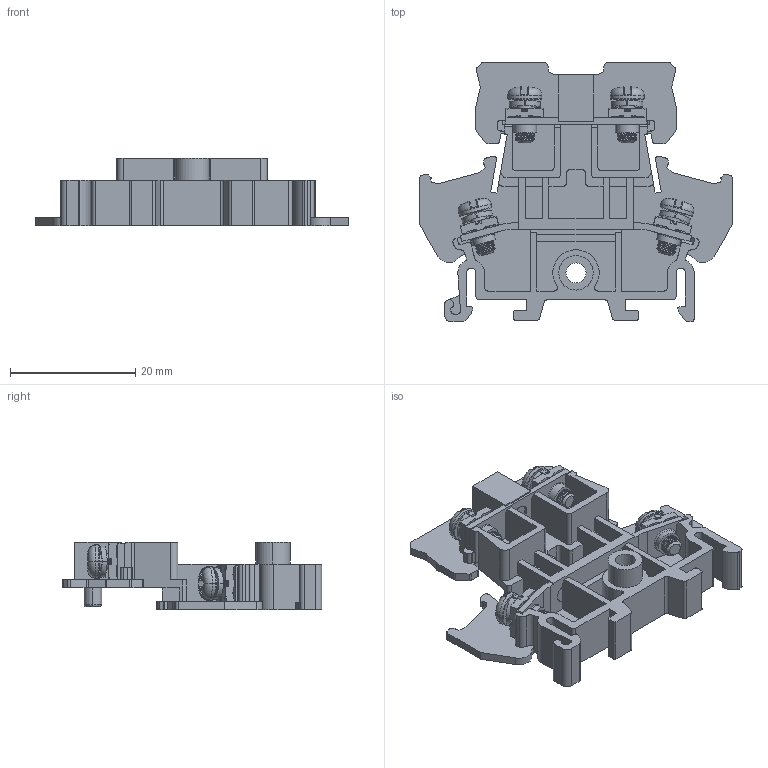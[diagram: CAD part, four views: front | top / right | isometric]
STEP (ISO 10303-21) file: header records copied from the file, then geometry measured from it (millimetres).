
FILE_DESCRIPTION((''),'2;1');
FILE_NAME('8YB754399','2019-04-23T',('Administrator'),(''),'PRO/ENGINEER BY PARAMETRIC TECHNOLOGY CORPORATION, 2008380','PRO/ENGINEER BY PARAMETRIC TECHNOLOGY CORPORATION, 2008380','');
FILE_SCHEMA(('CONFIG_CONTROL_DESIGN'));
Products named in the file (1): 8YB754399
Bounding box: 50 x 41.5 x 10.8 mm (x, y, z)
Volume: 4588.6 mm3; surface area: 7822.9 mm2
Topology: 5 solids, 5 shells, 1490 faces, 3969 edges, 2486 vertices
Faces by surface type: plane 522, cylinder 502, bspline 166, torus 160, cone 60, sphere 56, extrusion 24
Entity records: 66155 total; most frequent: CARTESIAN_POINT 30126, ORIENTED_EDGE 7906, DIRECTION 7088, EDGE_CURVE 3953, AXIS2_PLACEMENT_3D 2529, VERTEX_POINT 2486, VECTOR 2030, LINE 2006
